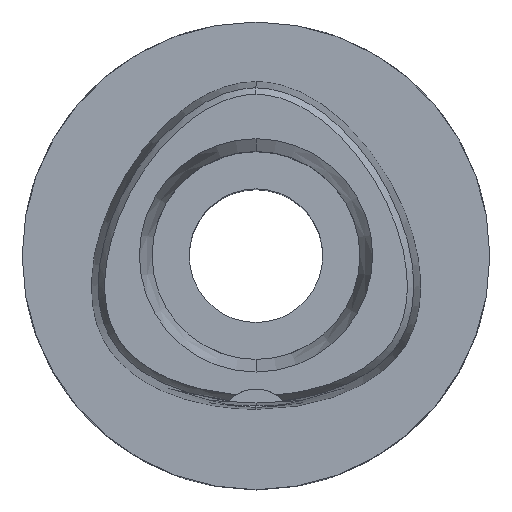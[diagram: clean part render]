
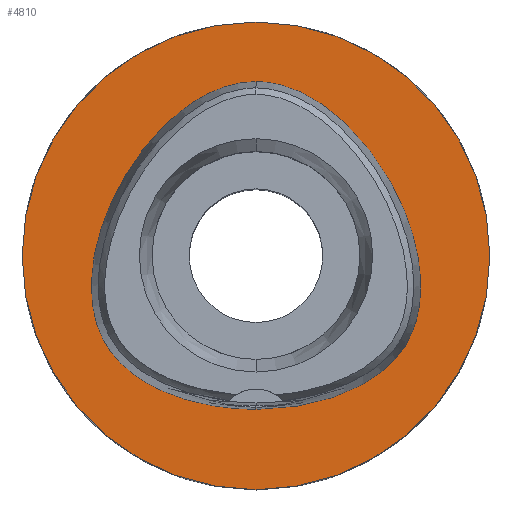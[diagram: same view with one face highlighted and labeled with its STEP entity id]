
A CAD part, top view. The second image highlights one B-rep face of the part: STEP entity #4810.
In plain terms, the highlighted planar face has unit normal (0, 0, 1).
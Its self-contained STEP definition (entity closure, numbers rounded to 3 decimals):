
#149 = DIRECTION ( 'NONE',  ( 0., 0., -1. ) ) ;
#277 = CARTESIAN_POINT ( 'NONE',  ( -20.749, 4.657, 0. ) ) ;
#300 = CARTESIAN_POINT ( 'NONE',  ( 21.978, -0.281, 0. ) ) ;
#311 = AXIS2_PLACEMENT_3D ( 'NONE', #1708, #149, #3622 ) ;
#318 = VERTEX_POINT ( 'NONE', #2672 ) ;
#419 = CARTESIAN_POINT ( 'NONE',  ( 0., 0., 0. ) ) ;
#425 = CARTESIAN_POINT ( 'NONE',  ( 2.565, 23.293, 0. ) ) ;
#542 = CIRCLE ( 'NONE', #311, 31.5 ) ;
#637 = ORIENTED_EDGE ( 'NONE', *, *, #3810, .F. ) ;
#643 = CARTESIAN_POINT ( 'NONE',  ( -20.35, -11.749, 0. ) ) ;
#668 = CARTESIAN_POINT ( 'NONE',  ( 20.932, -10.604, 0. ) ) ;
#689 = CARTESIAN_POINT ( 'NONE',  ( -7.571, 21.315, 0. ) ) ;
#803 = CARTESIAN_POINT ( 'NONE',  ( 5.098, 22.526, 0. ) ) ;
#827 = CARTESIAN_POINT ( 'NONE',  ( -2.114, -20.675, 0. ) ) ;
#996 = VERTEX_POINT ( 'NONE', #2178 ) ;
#1029 = CARTESIAN_POINT ( 'NONE',  ( -22.057, -6.848, 0. ) ) ;
#1063 = B_SPLINE_CURVE_WITH_KNOTS ( 'NONE', 3,
 ( #2667, #3809, #3350, #1948, #3064, #1541, #4606, #3456, #4116, #668, #2216, #1457, #3731, #300, #2986, #4715, #3867, #2015, #4273, #803, #425, #4643, #2429 ),
 .UNSPECIFIED., .F., .F.,
 ( 4, 1, 1, 1, 1, 1, 1, 1, 1, 1, 1, 1, 1, 1, 1, 1, 1, 1, 1, 1, 4 ),
 ( 0., 0.083, 0.167, 0.208, 0.25, 0.292, 0.312, 0.333, 0.354, 0.375, 0.417, 0.458, 0.5, 0.583, 0.667, 0.75, 0.833, 0.875, 0.917, 0.958, 1. ),
 .UNSPECIFIED. ) ;
#1085 = ORIENTED_EDGE ( 'NONE', *, *, #2255, .F. ) ;
#1122 = B_SPLINE_CURVE_WITH_KNOTS ( 'NONE', 3,
 ( #4173, #2695, #3030, #4521, #689, #3299, #4574, #2664, #277, #4841, #1404, #1029, #2561, #4090, #643, #3322, #2954, #2391, #2349, #3479, #3527, #827, #4665 ),
 .UNSPECIFIED., .F., .F.,
 ( 4, 1, 1, 1, 1, 1, 1, 1, 1, 1, 1, 1, 1, 1, 1, 1, 1, 1, 1, 1, 4 ),
 ( 0., 0.042, 0.083, 0.125, 0.167, 0.25, 0.333, 0.417, 0.5, 0.542, 0.583, 0.625, 0.646, 0.667, 0.688, 0.708, 0.75, 0.792, 0.833, 0.917, 1. ),
 .UNSPECIFIED. ) ;
#1131 = DIRECTION ( 'NONE',  ( 0., -1., 0. ) ) ;
#1345 = ORIENTED_EDGE ( 'NONE', *, *, #1492, .F. ) ;
#1349 = AXIS2_PLACEMENT_3D ( 'NONE', #419, #3473, #1131 ) ;
#1381 = VERTEX_POINT ( 'NONE', #3280 ) ;
#1404 = CARTESIAN_POINT ( 'NONE',  ( -22.245, -4.1, 0. ) ) ;
#1457 = CARTESIAN_POINT ( 'NONE',  ( 22.057, -6.848, 0. ) ) ;
#1492 = EDGE_CURVE ( 'NONE', #996, #1381, #1122, .T. ) ;
#1541 = CARTESIAN_POINT ( 'NONE',  ( 16.959, -15.678, 0. ) ) ;
#1577 = ORIENTED_EDGE ( 'NONE', *, *, #2231, .F. ) ;
#1638 = DIRECTION ( 'NONE',  ( 0., 0., -1. ) ) ;
#1708 = CARTESIAN_POINT ( 'NONE',  ( 0., 0., 0. ) ) ;
#1948 = CARTESIAN_POINT ( 'NONE',  ( 11.233, -18.893, 0. ) ) ;
#2015 = CARTESIAN_POINT ( 'NONE',  ( 10.746, 19.174, 0. ) ) ;
#2178 = CARTESIAN_POINT ( 'NONE',  ( 0., 23.475, 0. ) ) ;
#2216 = CARTESIAN_POINT ( 'NONE',  ( 21.555, -8.996, 0. ) ) ;
#2231 = EDGE_CURVE ( 'NONE', #1381, #996, #1063, .T. ) ;
#2253 = AXIS2_PLACEMENT_3D ( 'NONE', #2791, #1638, #2820 ) ;
#2255 = EDGE_CURVE ( 'NONE', #318, #3007, #3354, .T. ) ;
#2289 = FACE_BOUND ( 'NONE', #3566, .T. ) ;
#2349 = CARTESIAN_POINT ( 'NONE',  ( -14.673, -17.214, 0. ) ) ;
#2391 = CARTESIAN_POINT ( 'NONE',  ( -16.959, -15.678, 0. ) ) ;
#2429 = CARTESIAN_POINT ( 'NONE',  ( 0., 23.475, 0. ) ) ;
#2561 = CARTESIAN_POINT ( 'NONE',  ( -21.555, -8.996, 0. ) ) ;
#2664 = CARTESIAN_POINT ( 'NONE',  ( -18.068, 10.432, 0. ) ) ;
#2667 = CARTESIAN_POINT ( 'NONE',  ( 0., -20.675, 0. ) ) ;
#2672 = CARTESIAN_POINT ( 'NONE',  ( 0., -31.5, 0. ) ) ;
#2695 = CARTESIAN_POINT ( 'NONE',  ( -0.855, 23.475, 0. ) ) ;
#2791 = CARTESIAN_POINT ( 'NONE',  ( 0., 0., 0. ) ) ;
#2820 = DIRECTION ( 'NONE',  ( 0., -1., 0. ) ) ;
#2954 = CARTESIAN_POINT ( 'NONE',  ( -18.568, -14.169, 0. ) ) ;
#2986 = CARTESIAN_POINT ( 'NONE',  ( 20.749, 4.657, 0. ) ) ;
#3007 = VERTEX_POINT ( 'NONE', #4919 ) ;
#3026 = FACE_OUTER_BOUND ( 'NONE', #4134, .T. ) ;
#3030 = CARTESIAN_POINT ( 'NONE',  ( -2.565, 23.293, 0. ) ) ;
#3064 = CARTESIAN_POINT ( 'NONE',  ( 14.673, -17.214, 0. ) ) ;
#3280 = CARTESIAN_POINT ( 'NONE',  ( 0., -20.675, 0. ) ) ;
#3299 = CARTESIAN_POINT ( 'NONE',  ( -10.746, 19.174, 0. ) ) ;
#3322 = CARTESIAN_POINT ( 'NONE',  ( -19.649, -12.825, 0. ) ) ;
#3350 = CARTESIAN_POINT ( 'NONE',  ( 6.341, -20.298, 0. ) ) ;
#3354 = CIRCLE ( 'NONE', #2253, 31.5 ) ;
#3456 = CARTESIAN_POINT ( 'NONE',  ( 19.649, -12.825, 0. ) ) ;
#3473 = DIRECTION ( 'NONE',  ( 0., 0., -1. ) ) ;
#3479 = CARTESIAN_POINT ( 'NONE',  ( -11.233, -18.893, 0. ) ) ;
#3527 = CARTESIAN_POINT ( 'NONE',  ( -6.341, -20.298, 0. ) ) ;
#3566 = EDGE_LOOP ( 'NONE', ( #1345, #1577 ) ) ;
#3622 = DIRECTION ( 'NONE',  ( 0., 1., 0. ) ) ;
#3731 = CARTESIAN_POINT ( 'NONE',  ( 22.245, -4.1, 0. ) ) ;
#3809 = CARTESIAN_POINT ( 'NONE',  ( 2.114, -20.675, 0. ) ) ;
#3810 = EDGE_CURVE ( 'NONE', #3007, #318, #542, .T. ) ;
#3867 = CARTESIAN_POINT ( 'NONE',  ( 14.408, 15.641, 0. ) ) ;
#4090 = CARTESIAN_POINT ( 'NONE',  ( -20.932, -10.604, 0. ) ) ;
#4116 = CARTESIAN_POINT ( 'NONE',  ( 20.35, -11.749, 0. ) ) ;
#4134 = EDGE_LOOP ( 'NONE', ( #637, #1085 ) ) ;
#4173 = CARTESIAN_POINT ( 'NONE',  ( 0., 23.475, 0. ) ) ;
#4273 = CARTESIAN_POINT ( 'NONE',  ( 7.571, 21.315, 0. ) ) ;
#4521 = CARTESIAN_POINT ( 'NONE',  ( -5.098, 22.526, 0. ) ) ;
#4570 = PLANE ( 'NONE',  #1349 ) ;
#4574 = CARTESIAN_POINT ( 'NONE',  ( -14.408, 15.641, 0. ) ) ;
#4606 = CARTESIAN_POINT ( 'NONE',  ( 18.568, -14.169, 0. ) ) ;
#4643 = CARTESIAN_POINT ( 'NONE',  ( 0.855, 23.475, 0. ) ) ;
#4665 = CARTESIAN_POINT ( 'NONE',  ( 0., -20.675, 0. ) ) ;
#4715 = CARTESIAN_POINT ( 'NONE',  ( 18.068, 10.432, 0. ) ) ;
#4810 = ADVANCED_FACE ( 'NONE', ( #3026, #2289 ), #4570, .F. ) ;
#4841 = CARTESIAN_POINT ( 'NONE',  ( -21.978, -0.281, 0. ) ) ;
#4919 = CARTESIAN_POINT ( 'NONE',  ( 0., 31.5, 0. ) ) ;
